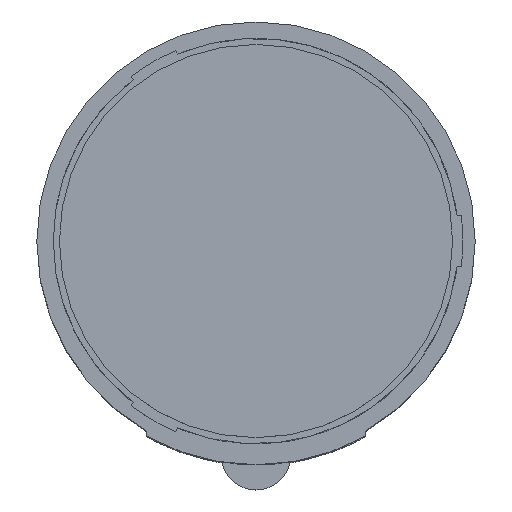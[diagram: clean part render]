
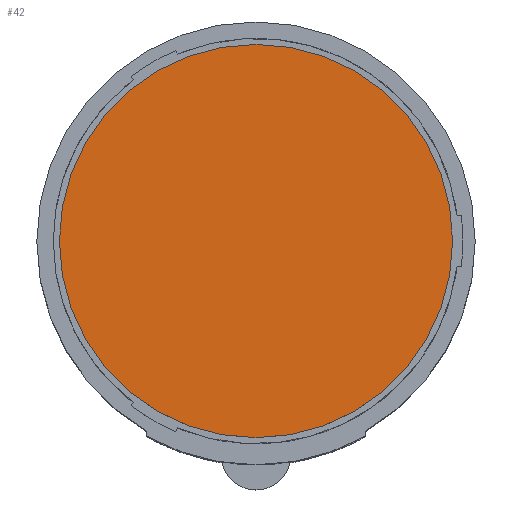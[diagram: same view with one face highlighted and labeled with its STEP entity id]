
A CAD part, top view. The second image highlights one B-rep face of the part: STEP entity #42.
In plain terms, the highlighted planar face has unit normal (0, 0, 1).
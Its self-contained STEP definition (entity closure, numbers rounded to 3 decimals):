
#22=CARTESIAN_POINT('POINT3',(26.908,0.,
   69.59));
#23=VERTEX_POINT('VERTEX3',#22);
#24=CARTESIAN_POINT('POINT4',(-26.908,0.,
   69.59));
#25=VERTEX_POINT('VERTEX4',#24);
#26=CARTESIAN_POINT('POS3',(0.,0.,69.59));
#27=DIRECTION('DIR5',(0.,0.,-1.));
#28=DIRECTION('DIR6',(1.,0.,0.));
#29=AXIS2_PLACEMENT_3D('AXIS3',#26,#27,#28);
#30=CIRCLE('ELLIPSE2',#29,26.908);
#31=EDGE_CURVE('EDGE3',#23,#25,#30,.T.);
#32=ORIENTED_EDGE('COEDGE3',*,*,#31,.F.);
#33=EDGE_CURVE('EDGE4',#25,#23,#30,.T.);
#34=ORIENTED_EDGE('COEDGE4',*,*,#33,.F.);
#35=EDGE_LOOP('NONE',(#32,#34));
#36=FACE_BOUND('LOOP1',#35,.T.);
#37=CARTESIAN_POINT('POS4',(13.454,0.,
   69.59));
#38=DIRECTION('DIR7',(0.,0.,1.));
#39=DIRECTION('DIR8',(1.,0.,0.));
#40=AXIS2_PLACEMENT_3D('AXIS4',#37,#38,#39);
#41=PLANE('PLANE2',#40);
#42=ADVANCED_FACE('FACE2',(#36),#41,.T.);
